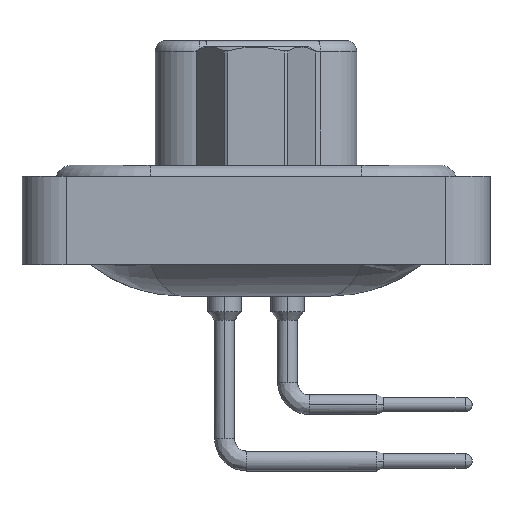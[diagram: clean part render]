
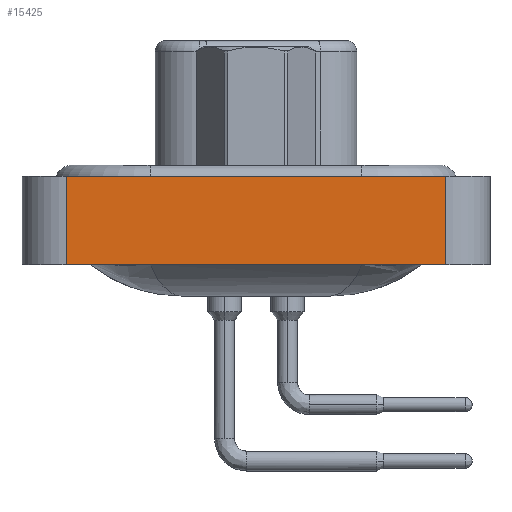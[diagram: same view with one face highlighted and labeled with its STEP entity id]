
A CAD part, left-side view. The second image highlights one B-rep face of the part: STEP entity #15425.
In plain terms, the highlighted planar face has unit normal (-1, 0, 0).
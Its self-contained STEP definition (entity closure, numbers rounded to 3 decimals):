
#216 = VERTEX_POINT ( 'NONE', #12855 ) ;
#364 = LINE ( 'NONE', #14897, #20650 ) ;
#1314 = LINE ( 'NONE', #16522, #16424 ) ;
#1426 = CARTESIAN_POINT ( 'NONE',  ( -7.26, -8.55, 0.4 ) ) ;
#2038 = CARTESIAN_POINT ( 'NONE',  ( -7.26, 8.55, -3.6 ) ) ;
#2228 = FACE_OUTER_BOUND ( 'NONE', #14319, .T. ) ;
#5050 = EDGE_CURVE ( 'NONE', #5447, #216, #12847, .T. ) ;
#5387 = DIRECTION ( 'NONE',  ( 0., -1., 0. ) ) ;
#5426 = ORIENTED_EDGE ( 'NONE', *, *, #5050, .T. ) ;
#5447 = VERTEX_POINT ( 'NONE', #2038 ) ;
#6703 = DIRECTION ( 'NONE',  ( 0., 0., 1. ) ) ;
#7351 = ORIENTED_EDGE ( 'NONE', *, *, #11028, .F. ) ;
#8846 = CARTESIAN_POINT ( 'NONE',  ( -7.26, 8.55, 0.4 ) ) ;
#9009 = DIRECTION ( 'NONE',  ( -1., 0., 0. ) ) ;
#10373 = VERTEX_POINT ( 'NONE', #8846 ) ;
#11028 = EDGE_CURVE ( 'NONE', #10373, #12154, #20953, .T. ) ;
#11130 = AXIS2_PLACEMENT_3D ( 'NONE', #14871, #9009, #22776 ) ;
#12154 = VERTEX_POINT ( 'NONE', #19736 ) ;
#12693 = ORIENTED_EDGE ( 'NONE', *, *, #16121, .T. ) ;
#12847 = LINE ( 'NONE', #17180, #22695 ) ;
#12855 = CARTESIAN_POINT ( 'NONE',  ( -7.26, -8.55, -3.6 ) ) ;
#14319 = EDGE_LOOP ( 'NONE', ( #12693, #7351, #20224, #5426 ) ) ;
#14871 = CARTESIAN_POINT ( 'NONE',  ( -7.26, -8.55, -3.6 ) ) ;
#14897 = CARTESIAN_POINT ( 'NONE',  ( -7.26, -8.55, -3.6 ) ) ;
#15194 = DIRECTION ( 'NONE',  ( 0., -1., 0. ) ) ;
#15425 = ADVANCED_FACE ( 'NONE', ( #2228 ), #16861, .T. ) ;
#15744 = VECTOR ( 'NONE', #15194, 1000. ) ;
#16121 = EDGE_CURVE ( 'NONE', #216, #12154, #364, .T. ) ;
#16424 = VECTOR ( 'NONE', #6703, 1000. ) ;
#16522 = CARTESIAN_POINT ( 'NONE',  ( -7.26, 8.55, -3.6 ) ) ;
#16861 = PLANE ( 'NONE',  #11130 ) ;
#16877 = DIRECTION ( 'NONE',  ( 0., 0., 1. ) ) ;
#17180 = CARTESIAN_POINT ( 'NONE',  ( -7.26, -8.55, -3.6 ) ) ;
#19651 = EDGE_CURVE ( 'NONE', #5447, #10373, #1314, .T. ) ;
#19736 = CARTESIAN_POINT ( 'NONE',  ( -7.26, -8.55, 0.4 ) ) ;
#20224 = ORIENTED_EDGE ( 'NONE', *, *, #19651, .F. ) ;
#20650 = VECTOR ( 'NONE', #16877, 1000. ) ;
#20953 = LINE ( 'NONE', #1426, #15744 ) ;
#22695 = VECTOR ( 'NONE', #5387, 1000. ) ;
#22776 = DIRECTION ( 'NONE',  ( 0., 0., 1. ) ) ;
